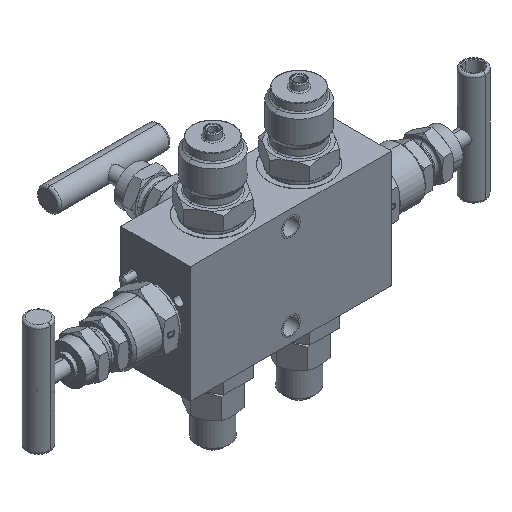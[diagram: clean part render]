
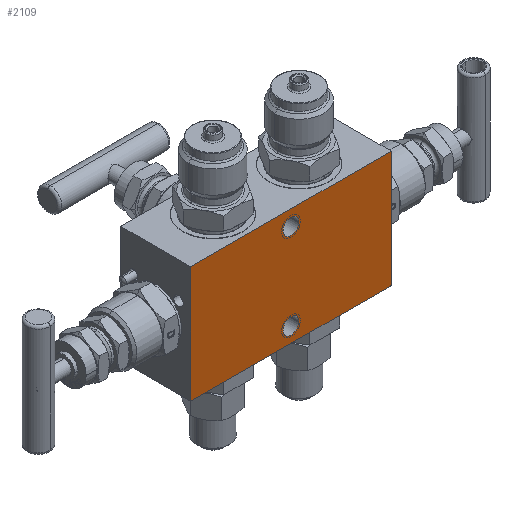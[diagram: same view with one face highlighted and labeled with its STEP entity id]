
A CAD part, isometric view. The second image highlights one B-rep face of the part: STEP entity #2109.
In plain terms, the highlighted planar face has unit normal (0, -1, 0).
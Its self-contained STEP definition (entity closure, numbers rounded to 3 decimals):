
#5=DIRECTION('',(1.,0.,0.));
#6=VECTOR('',#5,86.);
#7=CARTESIAN_POINT('',(-43.,-15.,-25.));
#8=LINE('',#7,#6);
#105=DIRECTION('',(0.,0.,1.));
#106=VECTOR('',#105,50.);
#107=CARTESIAN_POINT('',(43.,-15.,-25.));
#108=LINE('',#107,#106);
#139=DIRECTION('',(0.,0.,1.));
#140=VECTOR('',#139,50.);
#141=CARTESIAN_POINT('',(-43.,-15.,-25.));
#142=LINE('',#141,#140);
#143=CARTESIAN_POINT('',(0.,-15.,-18.5));
#144=DIRECTION('',(0.,-1.,0.));
#145=DIRECTION('',(-1.,0.,0.));
#146=AXIS2_PLACEMENT_3D('',#143,#144,#145);
#148=CARTESIAN_POINT('',(0.,-15.,-18.5));
#149=DIRECTION('',(0.,-1.,0.));
#150=DIRECTION('',(1.,0.,0.));
#151=AXIS2_PLACEMENT_3D('',#148,#149,#150);
#153=CARTESIAN_POINT('',(0.,-15.,18.5));
#154=DIRECTION('',(0.,-1.,0.));
#155=DIRECTION('',(-1.,0.,0.));
#156=AXIS2_PLACEMENT_3D('',#153,#154,#155);
#158=CARTESIAN_POINT('',(0.,-15.,18.5));
#159=DIRECTION('',(0.,-1.,0.));
#160=DIRECTION('',(1.,0.,0.));
#161=AXIS2_PLACEMENT_3D('',#158,#159,#160);
#175=DIRECTION('',(1.,0.,0.));
#176=VECTOR('',#175,86.);
#177=CARTESIAN_POINT('',(-43.,-15.,25.));
#178=LINE('',#177,#176);
#1607=CARTESIAN_POINT('',(-43.,-15.,-25.));
#1609=VERTEX_POINT('',#1607);
#1610=CARTESIAN_POINT('',(43.,-15.,-25.));
#1611=VERTEX_POINT('',#1610);
#1615=CARTESIAN_POINT('',(-43.,-15.,25.));
#1617=VERTEX_POINT('',#1615);
#1618=CARTESIAN_POINT('',(43.,-15.,25.));
#1619=VERTEX_POINT('',#1618);
#1910=CARTESIAN_POINT('',(-3.4,-15.,-18.5));
#1911=CARTESIAN_POINT('',(3.4,-15.,-18.5));
#1912=VERTEX_POINT('',#1910);
#1913=VERTEX_POINT('',#1911);
#1920=CARTESIAN_POINT('',(-3.4,-15.,18.5));
#1921=CARTESIAN_POINT('',(3.4,-15.,18.5));
#1922=VERTEX_POINT('',#1920);
#1923=VERTEX_POINT('',#1921);
#2085=CARTESIAN_POINT('',(-43.,-15.,-25.));
#2086=DIRECTION('',(0.,-1.,0.));
#2087=DIRECTION('',(1.,0.,0.));
#2088=AXIS2_PLACEMENT_3D('',#2085,#2086,#2087);
#2089=PLANE('',#2088);
#2090=ORIENTED_EDGE('',*,*,#1967,.F.);
#2091=ORIENTED_EDGE('',*,*,#1998,.T.);
#2093=ORIENTED_EDGE('',*,*,#2092,.T.);
#2094=ORIENTED_EDGE('',*,*,#2059,.F.);
#2095=EDGE_LOOP('',(#2090,#2091,#2093,#2094));
#2096=FACE_OUTER_BOUND('',#2095,.F.);
#2098=ORIENTED_EDGE('',*,*,#2097,.T.);
#2100=ORIENTED_EDGE('',*,*,#2099,.T.);
#2101=EDGE_LOOP('',(#2098,#2100));
#2102=FACE_BOUND('',#2101,.F.);
#2104=ORIENTED_EDGE('',*,*,#2103,.T.);
#2106=ORIENTED_EDGE('',*,*,#2105,.T.);
#2107=EDGE_LOOP('',(#2104,#2106));
#2108=FACE_BOUND('',#2107,.F.);
#2109=ADVANCED_FACE('',(#2096,#2102,#2108),#2089,.T.);
#147=CIRCLE('',#146,3.4);
#152=CIRCLE('',#151,3.4);
#157=CIRCLE('',#156,3.4);
#162=CIRCLE('',#161,3.4);
#1967=EDGE_CURVE('',#1609,#1611,#8,.T.);
#1998=EDGE_CURVE('',#1609,#1617,#142,.T.);
#2059=EDGE_CURVE('',#1611,#1619,#108,.T.);
#2092=EDGE_CURVE('',#1617,#1619,#178,.T.);
#2097=EDGE_CURVE('',#1912,#1913,#147,.T.);
#2099=EDGE_CURVE('',#1913,#1912,#152,.T.);
#2103=EDGE_CURVE('',#1922,#1923,#157,.T.);
#2105=EDGE_CURVE('',#1923,#1922,#162,.T.);
